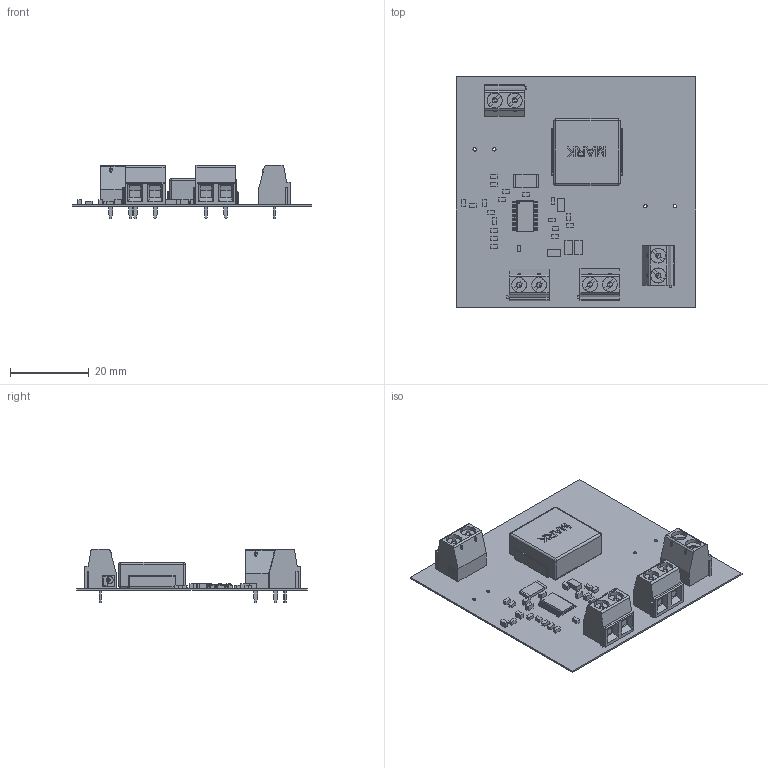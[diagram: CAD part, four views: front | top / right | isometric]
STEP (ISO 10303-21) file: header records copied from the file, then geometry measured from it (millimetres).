
FILE_DESCRIPTION(('Open CASCADE Model'),'2;1');
FILE_NAME('Open CASCADE Shape Model','2019-11-25T18:17:23',('Author'),( 'Open CASCADE'),'Open CASCADE STEP processor 6.8','Open CASCADE 6.8' ,'Unknown');
FILE_SCHEMA(('AUTOMOTIVE_DESIGN { 1 0 10303 214 1 1 1 1 }'));
Products named in the file (1): PCB
Bounding box: 60.96 x 58.55 x 13.5 mm (x, y, z)
Volume: 3469.2 mm3; surface area: 11597.7 mm2
Topology: 36 solids, 1071 shells, 1431 faces, 6055 edges, 5730 vertices
Faces by surface type: plane 1030, cylinder 319, sphere 54, cone 16, torus 12
Full cylindrical faces by diameter (mm): 0.22 x1, 0.889 x4, 1.3 x8
Entity records: 73876 total; most frequent: CARTESIAN_POINT 15714, DIRECTION 10366, ORIENTED_EDGE 6946, EDGE_CURVE 6055, VERTEX_POINT 5730, LINE 4542, VECTOR 4542, AXIS2_PLACEMENT_3D 2912
